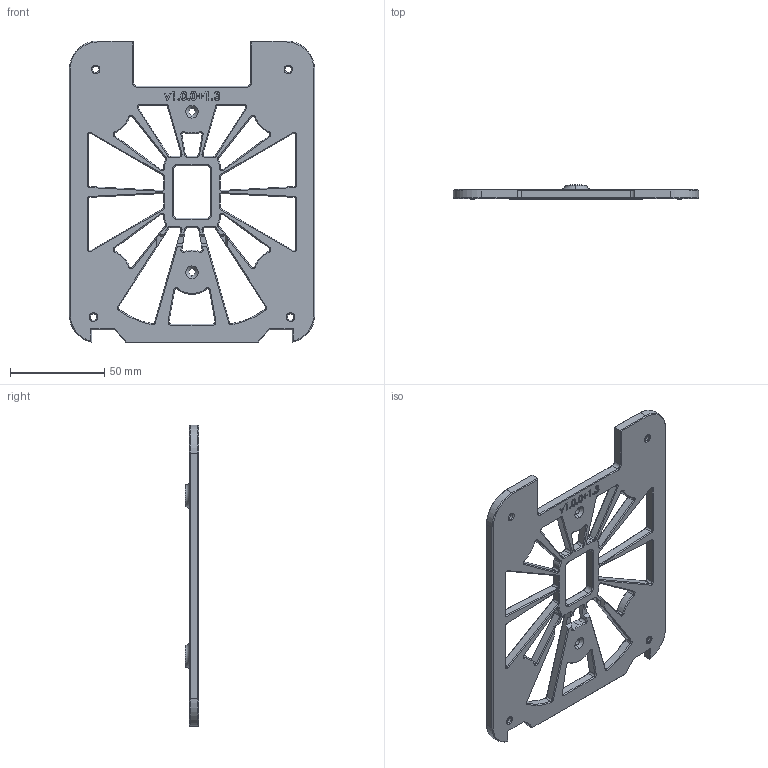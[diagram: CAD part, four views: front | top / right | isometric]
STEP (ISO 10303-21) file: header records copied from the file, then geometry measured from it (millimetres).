
FILE_DESCRIPTION (( 'STEP AP214' ), '1' );
FILE_NAME ('computer_bottom.STEP', '2023-05-01T22:47:55', ( '' ), ( '' ), 'SwSTEP 2.0', 'SolidWorks 2021', '' );
FILE_SCHEMA (( 'AUTOMOTIVE_DESIGN' ));
Length unit declared in the file: millimetre
Products named in the file (1): computer_bottom
Bounding box: 130 x 7.2 x 160 mm (x, y, z)
Volume: 56917.3 mm3; surface area: 33182.1 mm2
Topology: 1 solids, 1 shells, 685 faces, 1652 edges, 987 vertices
Faces by surface type: plane 279, cone 221, cylinder 136, bspline 45, torus 4
Entity records: 22075 total; most frequent: CARTESIAN_POINT 6038, DIRECTION 3349, ORIENTED_EDGE 3304, EDGE_CURVE 1652, AXIS2_PLACEMENT_3D 1158, LINE 1033, VECTOR 1033, VERTEX_POINT 987
